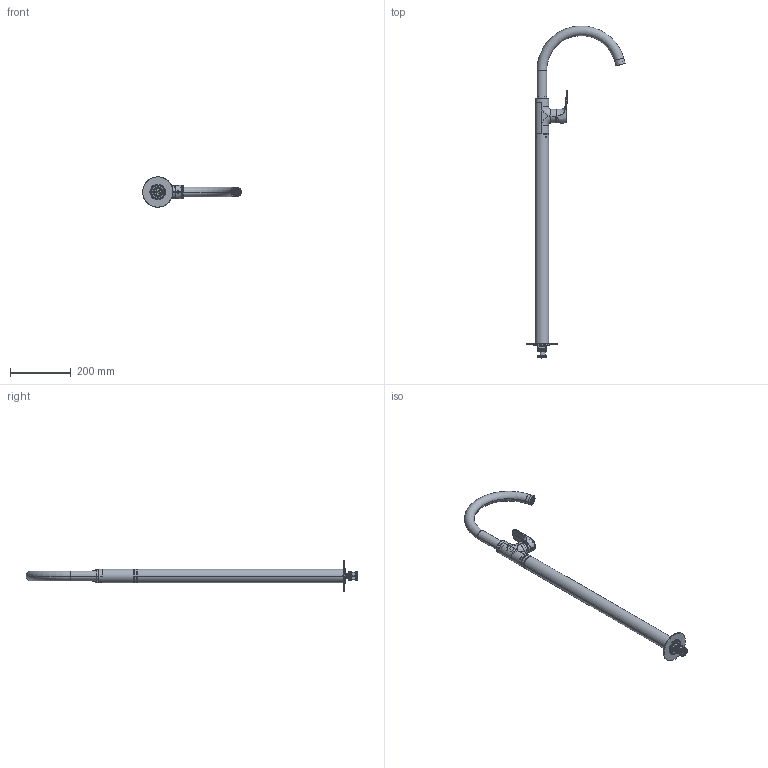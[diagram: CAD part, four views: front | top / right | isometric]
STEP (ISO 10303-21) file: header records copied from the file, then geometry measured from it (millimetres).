
FILE_DESCRIPTION((''),'2;1');
FILE_NAME('155212800_ASM','2023-08-18T14:21:19',('tec50'),(''),'CREO PARAMETRIC BY PTC INC, 2018260','CREO PARAMETRIC BY PTC INC, 2018260','');
FILE_SCHEMA(('CONFIG_CONTROL_DESIGN'));
Products named in the file (18): 201723390126-DR; 206093600102-DR; 204011669901; 205020620102; 205050420126; 202011520226; 203124510126; 207010820601; 203010279901; 206073560111-DR-1; 206073560111-2; 206073560111-DR-3; 206073560111-DR_ASM; 203124480126; 206027771603; 208000540601; 202030410726; 155212800_ASM
Assembly tree (21 placements, depth 3):
  155212800_ASM
    201723390126-DR
    206093600102-DR
    204011669901
    205020620102
    205050420126
    202011520226
    203124510126
    207010820601
    203010279901
    206073560111-DR_ASM
      206073560111-DR-1
      206073560111-2  x2
      206073560111-DR-3
    203124480126
    206027771603
    208000540601  x4
    202030410726
Bounding box: 325.38 x 1095.78 x 99.93 mm (x, y, z)
Volume: 445021.7 mm3; surface area: 539811.6 mm2
Topology: 21 solids, 44 shells, 3330 faces, 9650 edges, 6334 vertices
Faces by surface type: plane 1783, cylinder 1228, cone 175, bspline 57, torus 51, extrusion 27, sphere 9
Entity records: 135421 total; most frequent: CARTESIAN_POINT 46524, ORIENTED_EDGE 19070, DIRECTION 16862, EDGE_CURVE 9592, VERTEX_POINT 6314, VECTOR 5836, LINE 5809, AXIS2_PLACEMENT_3D 5513
